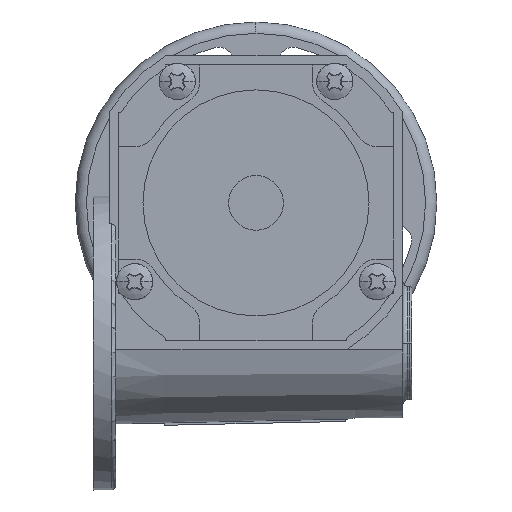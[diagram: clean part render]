
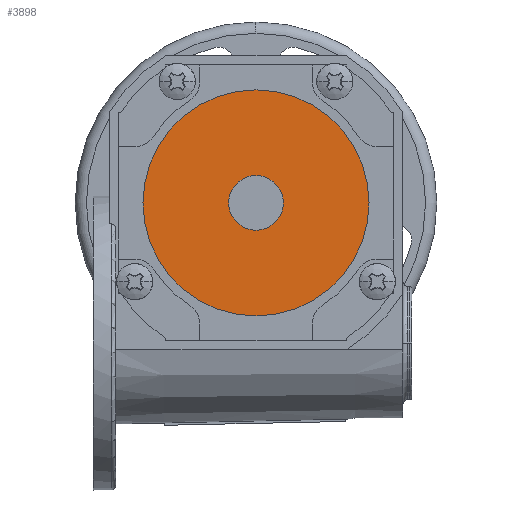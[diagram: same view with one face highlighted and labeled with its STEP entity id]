
A CAD part, left-side view. The second image highlights one B-rep face of the part: STEP entity #3898.
In plain terms, the highlighted planar face has unit normal (-1, 0, 0).
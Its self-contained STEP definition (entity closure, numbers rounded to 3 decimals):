
#3169=CARTESIAN_POINT('POINT805',(-84.5,-6.05,
   0.));
#3170=VERTEX_POINT('VERTEX805',#3169);
#3178=CARTESIAN_POINT('POINT806',(-84.5,6.05,
   0.));
#3179=VERTEX_POINT('VERTEX806',#3178);
#3186=CARTESIAN_POINT('POS1209',(-84.5,0.,
   0.));
#3187=DIRECTION('DIR1934',(1.,0.,0.));
#3188=DIRECTION('DIR1935',(0.,-1.,0.));
#3189=AXIS2_PLACEMENT_3D('AXIS726',#3186,#3187,#3188);
#3190=CIRCLE('ELLIPSE375',#3189,6.05);
#3191=EDGE_CURVE('EDGE1209',#3170,#3179,#3190,.T.);
#3202=EDGE_CURVE('EDGE1210',#3179,#3170,#3190,.T.);
#3874=ORIENTED_EDGE('COEDGE2491',*,*,#3202,.T.);
#3875=ORIENTED_EDGE('COEDGE2492',*,*,#3191,.T.);
#3876=EDGE_LOOP('NONE',(#3874,#3875));
#3877=FACE_BOUND('LOOP1',#3876,.T.);
#3878=CARTESIAN_POINT('POINT843',(-84.5,25.,
   0.));
#3879=VERTEX_POINT('VERTEX843',#3878);
#3880=CARTESIAN_POINT('POINT844',(-84.5,-25.,
   0.));
#3881=VERTEX_POINT('VERTEX844',#3880);
#3882=CARTESIAN_POINT('POS1247',(-84.5,0.,
   0.));
#3883=DIRECTION('DIR2006',(1.,0.,0.));
#3884=DIRECTION('DIR2007',(0.,1.,0.));
#3885=AXIS2_PLACEMENT_3D('AXIS760',#3882,#3883,#3884);
#3886=CIRCLE('ELLIPSE395',#3885,25.);
#3887=EDGE_CURVE('EDGE1261',#3879,#3881,#3886,.T.);
#3888=ORIENTED_EDGE('COEDGE2493',*,*,#3887,.F.);
#3889=EDGE_CURVE('EDGE1262',#3881,#3879,#3886,.T.);
#3890=ORIENTED_EDGE('COEDGE2494',*,*,#3889,.F.);
#3891=EDGE_LOOP('NONE',(#3888,#3890));
#3892=FACE_BOUND('LOOP1',#3891,.T.);
#3893=CARTESIAN_POINT('POS1248',(-84.5,0.,
   0.));
#3894=DIRECTION('DIR2008',(-1.,0.,0.));
#3895=DIRECTION('DIR2009',(0.,1.,0.));
#3896=AXIS2_PLACEMENT_3D('AXIS761',#3893,#3894,#3895);
#3897=PLANE('PLANE192',#3896);
#3898=ADVANCED_FACE('FACE472',(#3877,#3892),#3897,.T.);
